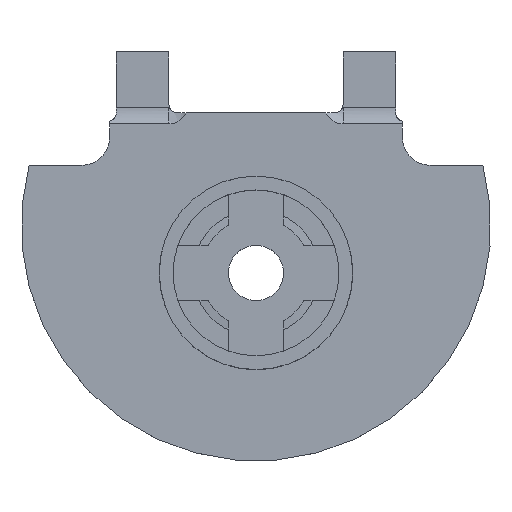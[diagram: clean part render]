
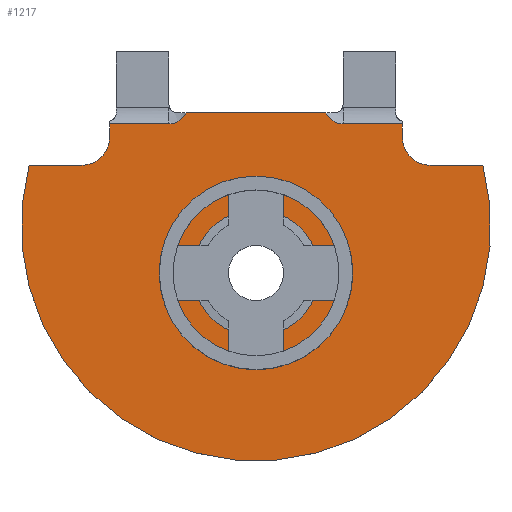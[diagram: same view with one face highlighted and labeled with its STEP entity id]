
A CAD part, top view. The second image highlights one B-rep face of the part: STEP entity #1217.
In plain terms, the highlighted planar face has unit normal (0, 0, 1).
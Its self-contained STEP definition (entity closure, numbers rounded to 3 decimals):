
#83=FACE_BOUND('',#236,.T.);
#93=CIRCLE('',#1392,8.5);
#94=CIRCLE('',#1393,1.);
#95=CIRCLE('',#1394,0.7);
#96=CIRCLE('',#1395,0.7);
#97=CIRCLE('',#1396,1.);
#98=CIRCLE('',#1397,2.3);
#99=CIRCLE('',#1398,2.3);
#170=FACE_OUTER_BOUND('',#235,.T.);
#235=EDGE_LOOP('',(#790,#791,#792,#793,#794,#795,#796,#797,#798,#799,#800,
#801));
#236=EDGE_LOOP('',(#802,#803));
#312=LINE('',#1928,#401);
#313=LINE('',#1932,#402);
#314=LINE('',#1937,#403);
#315=LINE('',#1939,#404);
#316=LINE('',#1943,#405);
#317=LINE('',#1947,#406);
#318=LINE('',#1949,#407);
#401=VECTOR('',#1544,1.91);
#402=VECTOR('',#1547,1.91);
#403=VECTOR('',#1552,0.5);
#404=VECTOR('',#1553,2.15);
#405=VECTOR('',#1556,5.035);
#406=VECTOR('',#1559,2.15);
#407=VECTOR('',#1560,0.5);
#487=VERTEX_POINT('',#1921);
#490=VERTEX_POINT('',#1926);
#491=VERTEX_POINT('',#1930);
#492=VERTEX_POINT('',#1931);
#493=VERTEX_POINT('',#1934);
#494=VERTEX_POINT('',#1936);
#495=VERTEX_POINT('',#1938);
#496=VERTEX_POINT('',#1940);
#497=VERTEX_POINT('',#1942);
#498=VERTEX_POINT('',#1944);
#499=VERTEX_POINT('',#1946);
#500=VERTEX_POINT('',#1948);
#501=VERTEX_POINT('',#1951);
#502=VERTEX_POINT('',#1952);
#612=EDGE_CURVE('',#490,#487,#312,.T.);
#613=EDGE_CURVE('',#491,#492,#313,.T.);
#614=EDGE_CURVE('',#491,#487,#93,.T.);
#615=EDGE_CURVE('',#490,#493,#94,.T.);
#616=EDGE_CURVE('',#494,#493,#314,.T.);
#617=EDGE_CURVE('',#494,#495,#315,.T.);
#618=EDGE_CURVE('',#495,#496,#95,.T.);
#619=EDGE_CURVE('',#497,#496,#316,.T.);
#620=EDGE_CURVE('',#497,#498,#96,.T.);
#621=EDGE_CURVE('',#499,#498,#317,.T.);
#622=EDGE_CURVE('',#500,#499,#318,.T.);
#623=EDGE_CURVE('',#500,#492,#97,.T.);
#624=EDGE_CURVE('',#501,#502,#98,.T.);
#625=EDGE_CURVE('',#502,#501,#99,.T.);
#790=ORIENTED_EDGE('',*,*,#613,.F.);
#791=ORIENTED_EDGE('',*,*,#614,.T.);
#792=ORIENTED_EDGE('',*,*,#612,.F.);
#793=ORIENTED_EDGE('',*,*,#615,.T.);
#794=ORIENTED_EDGE('',*,*,#616,.F.);
#795=ORIENTED_EDGE('',*,*,#617,.T.);
#796=ORIENTED_EDGE('',*,*,#618,.T.);
#797=ORIENTED_EDGE('',*,*,#619,.F.);
#798=ORIENTED_EDGE('',*,*,#620,.T.);
#799=ORIENTED_EDGE('',*,*,#621,.F.);
#800=ORIENTED_EDGE('',*,*,#622,.F.);
#801=ORIENTED_EDGE('',*,*,#623,.T.);
#802=ORIENTED_EDGE('',*,*,#624,.F.);
#803=ORIENTED_EDGE('',*,*,#625,.F.);
#1141=PLANE('',#1391);
#1217=ADVANCED_FACE('',(#170,#83),#1141,.T.);
#1391=AXIS2_PLACEMENT_3D('',#1929,#1545,#1546);
#1392=AXIS2_PLACEMENT_3D('',#1933,#1548,#1549);
#1393=AXIS2_PLACEMENT_3D('',#1935,#1550,#1551);
#1394=AXIS2_PLACEMENT_3D('',#1941,#1554,#1555);
#1395=AXIS2_PLACEMENT_3D('',#1945,#1557,#1558);
#1396=AXIS2_PLACEMENT_3D('',#1950,#1561,#1562);
#1397=AXIS2_PLACEMENT_3D('',#1953,#1563,#1564);
#1398=AXIS2_PLACEMENT_3D('',#1954,#1565,#1566);
#1544=DIRECTION('',(1.,0.,0.));
#1545=DIRECTION('center_axis',(0.,0.,1.));
#1546=DIRECTION('ref_axis',(1.,0.,0.));
#1547=DIRECTION('',(1.,0.,0.));
#1548=DIRECTION('center_axis',(0.,0.,1.));
#1549=DIRECTION('ref_axis',(0.995,0.1,0.));
#1550=DIRECTION('center_axis',(0.,0.,-1.));
#1551=DIRECTION('ref_axis',(0.,-1.,0.));
#1552=DIRECTION('',(0.,-1.,0.));
#1553=DIRECTION('',(-1.,0.,0.));
#1554=DIRECTION('center_axis',(0.,0.,-1.));
#1555=DIRECTION('ref_axis',(0.,-1.,0.));
#1556=DIRECTION('',(1.,0.,0.));
#1557=DIRECTION('center_axis',(0.,0.,-1.));
#1558=DIRECTION('ref_axis',(0.904,-0.429,0.));
#1559=DIRECTION('',(1.,0.,0.));
#1560=DIRECTION('',(0.,1.,0.));
#1561=DIRECTION('center_axis',(0.,0.,-1.));
#1562=DIRECTION('ref_axis',(1.,0.,0.));
#1563=DIRECTION('center_axis',(0.,0.,1.));
#1564=DIRECTION('ref_axis',(0.,1.,0.));
#1565=DIRECTION('center_axis',(0.,0.,1.));
#1566=DIRECTION('ref_axis',(0.,1.,0.));
#1921=CARTESIAN_POINT('',(8.21,2.2,0.536));
#1926=CARTESIAN_POINT('',(6.3,2.2,0.536));
#1928=CARTESIAN_POINT('',(6.3,2.2,0.536));
#1929=CARTESIAN_POINT('Origin',(0.,0.,0.536));
#1930=CARTESIAN_POINT('',(-8.21,2.2,0.536));
#1931=CARTESIAN_POINT('',(-6.3,2.2,0.536));
#1932=CARTESIAN_POINT('',(-8.21,2.2,0.536));
#1933=CARTESIAN_POINT('Origin',(0.,0.,0.536));
#1934=CARTESIAN_POINT('',(5.3,3.2,0.536));
#1935=CARTESIAN_POINT('Origin',(6.3,3.2,0.536));
#1936=CARTESIAN_POINT('',(5.3,3.7,0.536));
#1937=CARTESIAN_POINT('',(5.3,3.7,0.536));
#1938=CARTESIAN_POINT('',(3.15,3.7,0.536));
#1939=CARTESIAN_POINT('',(5.3,3.7,0.536));
#1940=CARTESIAN_POINT('',(2.518,4.1,0.536));
#1941=CARTESIAN_POINT('Origin',(3.15,4.4,0.536));
#1942=CARTESIAN_POINT('',(-2.518,4.1,0.536));
#1943=CARTESIAN_POINT('',(-2.518,4.1,0.536));
#1944=CARTESIAN_POINT('',(-3.15,3.7,0.536));
#1945=CARTESIAN_POINT('Origin',(-3.15,4.4,0.536));
#1946=CARTESIAN_POINT('',(-5.3,3.7,0.536));
#1947=CARTESIAN_POINT('',(-5.3,3.7,0.536));
#1948=CARTESIAN_POINT('',(-5.3,3.2,0.536));
#1949=CARTESIAN_POINT('',(-5.3,3.2,0.536));
#1950=CARTESIAN_POINT('Origin',(-6.3,3.2,0.536));
#1951=CARTESIAN_POINT('',(0.,-4.,0.536));
#1952=CARTESIAN_POINT('',(0.,0.6,0.536));
#1953=CARTESIAN_POINT('Origin',(0.,-1.7,0.536));
#1954=CARTESIAN_POINT('Origin',(0.,-1.7,0.536));
